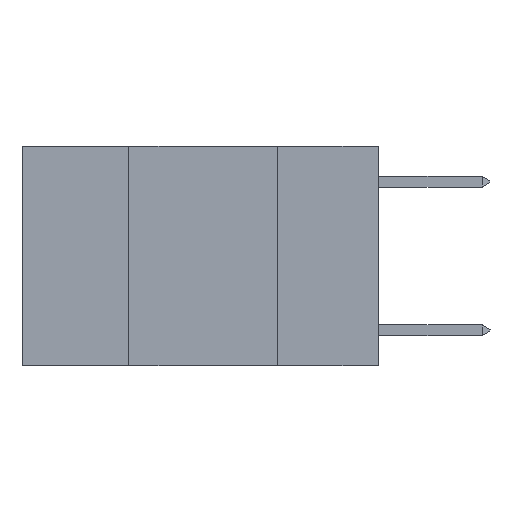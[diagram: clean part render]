
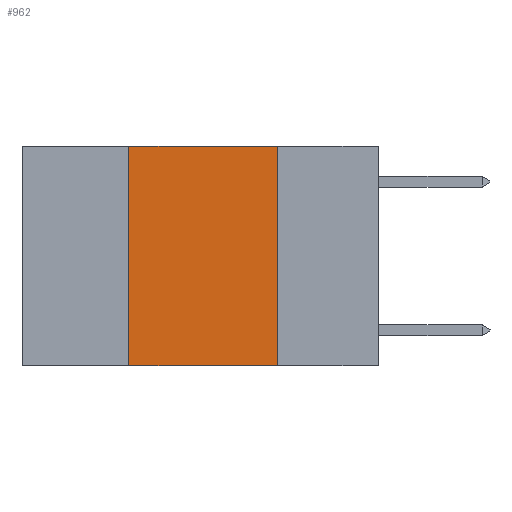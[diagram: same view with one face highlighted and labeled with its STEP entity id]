
A CAD part, left-side view. The second image highlights one B-rep face of the part: STEP entity #962.
In plain terms, the highlighted planar face has unit normal (-1, 0, 0).
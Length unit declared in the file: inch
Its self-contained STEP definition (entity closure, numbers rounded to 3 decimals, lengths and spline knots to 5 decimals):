
#64 = LINE ( 'NONE', #10460, #18038 ) ;
#161 = VERTEX_POINT ( 'NONE', #15174 ) ;
#616 = FACE_OUTER_BOUND ( 'NONE', #6736, .T. ) ;
#962 = ADVANCED_FACE ( 'NONE', ( #616 ), #6564, .F. ) ;
#1802 = DIRECTION ( 'NONE',  ( 0., 0., -1. ) ) ;
#3393 = VECTOR ( 'NONE', #1802, 39.37008 ) ;
#3840 = LINE ( 'NONE', #7783, #3393 ) ;
#6204 = VECTOR ( 'NONE', #14602, 39.37008 ) ;
#6545 = DIRECTION ( 'NONE',  ( 0., 0., -1. ) ) ;
#6561 = DIRECTION ( 'NONE',  ( 1., 0., 0. ) ) ;
#6564 = PLANE ( 'NONE',  #11733 ) ;
#6566 = EDGE_CURVE ( 'NONE', #10991, #7059, #17916, .T. ) ;
#6610 = CARTESIAN_POINT ( 'NONE',  ( 0., 0.6, 0. ) ) ;
#6634 = ORIENTED_EDGE ( 'NONE', *, *, #6566, .F. ) ;
#6736 = EDGE_LOOP ( 'NONE', ( #7885, #6634, #8637, #7107 ) ) ;
#7059 = VERTEX_POINT ( 'NONE', #18238 ) ;
#7107 = ORIENTED_EDGE ( 'NONE', *, *, #13353, .T. ) ;
#7783 = CARTESIAN_POINT ( 'NONE',  ( 0., 0.17, 0. ) ) ;
#7885 = ORIENTED_EDGE ( 'NONE', *, *, #8247, .F. ) ;
#8247 = EDGE_CURVE ( 'NONE', #7059, #16023, #3840, .T. ) ;
#8302 = CARTESIAN_POINT ( 'NONE',  ( 0., 0.42, 0. ) ) ;
#8637 = ORIENTED_EDGE ( 'NONE', *, *, #16304, .F. ) ;
#9283 = DIRECTION ( 'NONE',  ( 0., -1., 0. ) ) ;
#10460 = CARTESIAN_POINT ( 'NONE',  ( 0., 0.42, 0. ) ) ;
#10991 = VERTEX_POINT ( 'NONE', #8302 ) ;
#11733 = AXIS2_PLACEMENT_3D ( 'NONE', #6610, #6561, #6545 ) ;
#11849 = LINE ( 'NONE', #17670, #15574 ) ;
#13353 = EDGE_CURVE ( 'NONE', #161, #16023, #11849, .T. ) ;
#14118 = CARTESIAN_POINT ( 'NONE',  ( 0., 0.17, -0.37 ) ) ;
#14602 = DIRECTION ( 'NONE',  ( 0., -1., 0. ) ) ;
#14738 = DIRECTION ( 'NONE',  ( 0., 0., 1. ) ) ;
#15174 = CARTESIAN_POINT ( 'NONE',  ( 0., 0.42, -0.37 ) ) ;
#15574 = VECTOR ( 'NONE', #9283, 39.37008 ) ;
#16023 = VERTEX_POINT ( 'NONE', #14118 ) ;
#16304 = EDGE_CURVE ( 'NONE', #161, #10991, #64, .T. ) ;
#17263 = CARTESIAN_POINT ( 'NONE',  ( 0., 0.6, 0. ) ) ;
#17670 = CARTESIAN_POINT ( 'NONE',  ( 0., 0.6, -0.37 ) ) ;
#17916 = LINE ( 'NONE', #17263, #6204 ) ;
#18038 = VECTOR ( 'NONE', #14738, 39.37008 ) ;
#18238 = CARTESIAN_POINT ( 'NONE',  ( 0., 0.17, 0. ) ) ;
